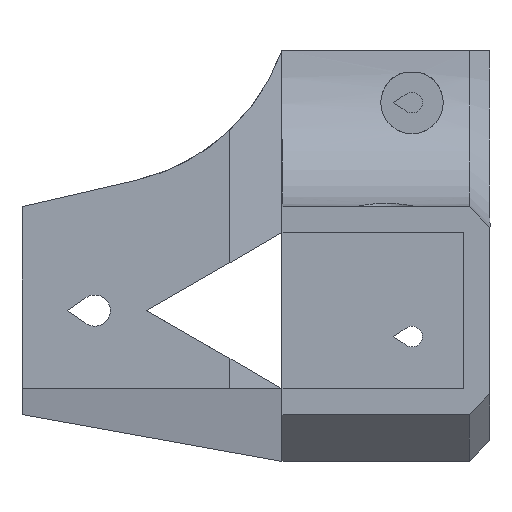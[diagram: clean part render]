
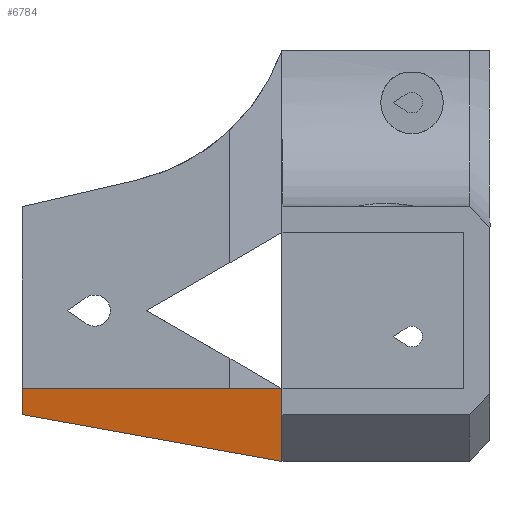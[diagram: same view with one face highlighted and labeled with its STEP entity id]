
A CAD part, left-side view. The second image highlights one B-rep face of the part: STEP entity #6784.
In plain terms, the highlighted planar face has unit normal (-0.977, 0.215, 0).
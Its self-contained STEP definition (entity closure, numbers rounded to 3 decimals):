
#579 = PLANE('',#580);
#580 = AXIS2_PLACEMENT_3D('',#581,#582,#583);
#581 = CARTESIAN_POINT('',(1.45,-81.346,-230.));
#582 = DIRECTION('',(0.,0.,1.));
#583 = DIRECTION('',(0.,1.,0.));
#1065 = PLANE('',#1066);
#1066 = AXIS2_PLACEMENT_3D('',#1067,#1068,#1069);
#1067 = CARTESIAN_POINT('',(-27.,-87.,-165.));
#1068 = DIRECTION('',(0.,-1.,0.));
#1069 = DIRECTION('',(0.,0.,-1.));
#5946 = EDGE_CURVE('',#5947,#5949,#5951,.T.);
#5947 = VERTEX_POINT('',#5948);
#5948 = CARTESIAN_POINT('',(-18.,-87.,-244.));
#5949 = VERTEX_POINT('',#5950);
#5950 = CARTESIAN_POINT('',(-18.,-87.,-230.));
#5951 = SURFACE_CURVE('',#5952,(#5956,#5963),.PCURVE_S1.);
#5952 = LINE('',#5953,#5954);
#5953 = CARTESIAN_POINT('',(-18.,-87.,-244.));
#5954 = VECTOR('',#5955,1.);
#5955 = DIRECTION('',(0.,0.,1.));
#5956 = PCURVE('',#1065,#5957);
#5957 = DEFINITIONAL_REPRESENTATION('',(#5958),#5962);
#5958 = LINE('',#5959,#5960);
#5959 = CARTESIAN_POINT('',(79.,9.));
#5960 = VECTOR('',#5961,1.);
#5961 = DIRECTION('',(-1.,0.));
#5962 = ( GEOMETRIC_REPRESENTATION_CONTEXT(2) 
PARAMETRIC_REPRESENTATION_CONTEXT() REPRESENTATION_CONTEXT('2D SPACE',''
  ) );
#5963 = PCURVE('',#5964,#5969);
#5964 = PLANE('',#5965);
#5965 = AXIS2_PLACEMENT_3D('',#5966,#5967,#5968);
#5966 = CARTESIAN_POINT('',(-18.,-87.,-244.));
#5967 = DIRECTION('',(-0.977,0.215,0.
    ));
#5968 = DIRECTION('',(0.215,0.977,0.)
  );
#5969 = DEFINITIONAL_REPRESENTATION('',(#5970),#5974);
#5970 = LINE('',#5971,#5972);
#5971 = CARTESIAN_POINT('',(0.,0.));
#5972 = VECTOR('',#5973,1.);
#5973 = DIRECTION('',(0.,-1.));
#5974 = ( GEOMETRIC_REPRESENTATION_CONTEXT(2) 
PARAMETRIC_REPRESENTATION_CONTEXT() REPRESENTATION_CONTEXT('2D SPACE',''
  ) );
#6645 = PLANE('',#6646);
#6646 = AXIS2_PLACEMENT_3D('',#6647,#6648,#6649);
#6647 = CARTESIAN_POINT('',(-5007.,-87.,-244.));
#6648 = DIRECTION('',(0.,-0.177,0.984
    ));
#6649 = DIRECTION('',(0.,0.984,0.177)
  );
#6672 = PLANE('',#6673);
#6673 = AXIS2_PLACEMENT_3D('',#6674,#6675,#6676);
#6674 = CARTESIAN_POINT('',(33.,-37.,-235.));
#6675 = DIRECTION('',(0.,1.,0.));
#6676 = DIRECTION('',(0.,0.,1.));
#6784 = ADVANCED_FACE('',(#6785),#5964,.T.);
#6785 = FACE_BOUND('',#6786,.T.);
#6786 = EDGE_LOOP('',(#6787,#6808,#6809,#6831));
#6787 = ORIENTED_EDGE('',*,*,#6788,.F.);
#6788 = EDGE_CURVE('',#5947,#6789,#6791,.T.);
#6789 = VERTEX_POINT('',#6790);
#6790 = CARTESIAN_POINT('',(-7.,-37.,-235.));
#6791 = SURFACE_CURVE('',#6792,(#6796,#6802),.PCURVE_S1.);
#6792 = LINE('',#6793,#6794);
#6793 = CARTESIAN_POINT('',(-129.708,-594.763,
    -335.397));
#6794 = VECTOR('',#6795,1.);
#6795 = DIRECTION('',(0.212,0.962,0.173));
#6796 = PCURVE('',#5964,#6797);
#6797 = DEFINITIONAL_REPRESENTATION('',(#6798),#6801);
#6798 = B_SPLINE_CURVE_WITH_KNOTS('',1,(#6799,#6800),.UNSPECIFIED.,.F.,
  .F.,(2,2),(522.68,585.057),.PIECEWISE_BEZIER_KNOTS.);
#6799 = CARTESIAN_POINT('',(-5.12,0.9));
#6800 = CARTESIAN_POINT('',(56.315,-9.9));
#6801 = ( GEOMETRIC_REPRESENTATION_CONTEXT(2) 
PARAMETRIC_REPRESENTATION_CONTEXT() REPRESENTATION_CONTEXT('2D SPACE',''
  ) );
#6802 = PCURVE('',#6645,#6803);
#6803 = DEFINITIONAL_REPRESENTATION('',(#6804),#6807);
#6804 = B_SPLINE_CURVE_WITH_KNOTS('',1,(#6805,#6806),.UNSPECIFIED.,.F.,
  .F.,(2,2),(522.68,585.057),.PIECEWISE_BEZIER_KNOTS.);
#6805 = CARTESIAN_POINT('',(-5.08,-4987.9));
#6806 = CARTESIAN_POINT('',(55.884,-5001.1));
#6807 = ( GEOMETRIC_REPRESENTATION_CONTEXT(2) 
PARAMETRIC_REPRESENTATION_CONTEXT() REPRESENTATION_CONTEXT('2D SPACE',''
  ) );
#6808 = ORIENTED_EDGE('',*,*,#5946,.T.);
#6809 = ORIENTED_EDGE('',*,*,#6810,.T.);
#6810 = EDGE_CURVE('',#5949,#6811,#6813,.T.);
#6811 = VERTEX_POINT('',#6812);
#6812 = CARTESIAN_POINT('',(-7.,-37.,-230.));
#6813 = SURFACE_CURVE('',#6814,(#6818,#6824),.PCURVE_S1.);
#6814 = LINE('',#6815,#6816);
#6815 = CARTESIAN_POINT('',(-16.938,-82.174,-230.));
#6816 = VECTOR('',#6817,1.);
#6817 = DIRECTION('',(0.215,0.977,0.)
  );
#6818 = PCURVE('',#5964,#6819);
#6819 = DEFINITIONAL_REPRESENTATION('',(#6820),#6823);
#6820 = B_SPLINE_CURVE_WITH_KNOTS('',1,(#6821,#6822),.UNSPECIFIED.,.F.,
  .F.,(2,2),(-10.061,51.373),.PIECEWISE_BEZIER_KNOTS.);
#6821 = CARTESIAN_POINT('',(-5.12,-14.));
#6822 = CARTESIAN_POINT('',(56.315,-14.));
#6823 = ( GEOMETRIC_REPRESENTATION_CONTEXT(2) 
PARAMETRIC_REPRESENTATION_CONTEXT() REPRESENTATION_CONTEXT('2D SPACE',''
  ) );
#6824 = PCURVE('',#579,#6825);
#6825 = DEFINITIONAL_REPRESENTATION('',(#6826),#6830);
#6826 = LINE('',#6827,#6828);
#6827 = CARTESIAN_POINT('',(-0.828,18.388));
#6828 = VECTOR('',#6829,1.);
#6829 = DIRECTION('',(0.977,-0.215));
#6830 = ( GEOMETRIC_REPRESENTATION_CONTEXT(2) 
PARAMETRIC_REPRESENTATION_CONTEXT() REPRESENTATION_CONTEXT('2D SPACE',''
  ) );
#6831 = ORIENTED_EDGE('',*,*,#6832,.F.);
#6832 = EDGE_CURVE('',#6789,#6811,#6833,.T.);
#6833 = SURFACE_CURVE('',#6834,(#6838,#6845),.PCURVE_S1.);
#6834 = LINE('',#6835,#6836);
#6835 = CARTESIAN_POINT('',(-7.,-37.,-244.));
#6836 = VECTOR('',#6837,1.);
#6837 = DIRECTION('',(0.,0.,1.));
#6838 = PCURVE('',#5964,#6839);
#6839 = DEFINITIONAL_REPRESENTATION('',(#6840),#6844);
#6840 = LINE('',#6841,#6842);
#6841 = CARTESIAN_POINT('',(51.196,0.));
#6842 = VECTOR('',#6843,1.);
#6843 = DIRECTION('',(0.,-1.));
#6844 = ( GEOMETRIC_REPRESENTATION_CONTEXT(2) 
PARAMETRIC_REPRESENTATION_CONTEXT() REPRESENTATION_CONTEXT('2D SPACE',''
  ) );
#6845 = PCURVE('',#6672,#6846);
#6846 = DEFINITIONAL_REPRESENTATION('',(#6847),#6851);
#6847 = LINE('',#6848,#6849);
#6848 = CARTESIAN_POINT('',(-9.,-40.));
#6849 = VECTOR('',#6850,1.);
#6850 = DIRECTION('',(1.,0.));
#6851 = ( GEOMETRIC_REPRESENTATION_CONTEXT(2) 
PARAMETRIC_REPRESENTATION_CONTEXT() REPRESENTATION_CONTEXT('2D SPACE',''
  ) );
